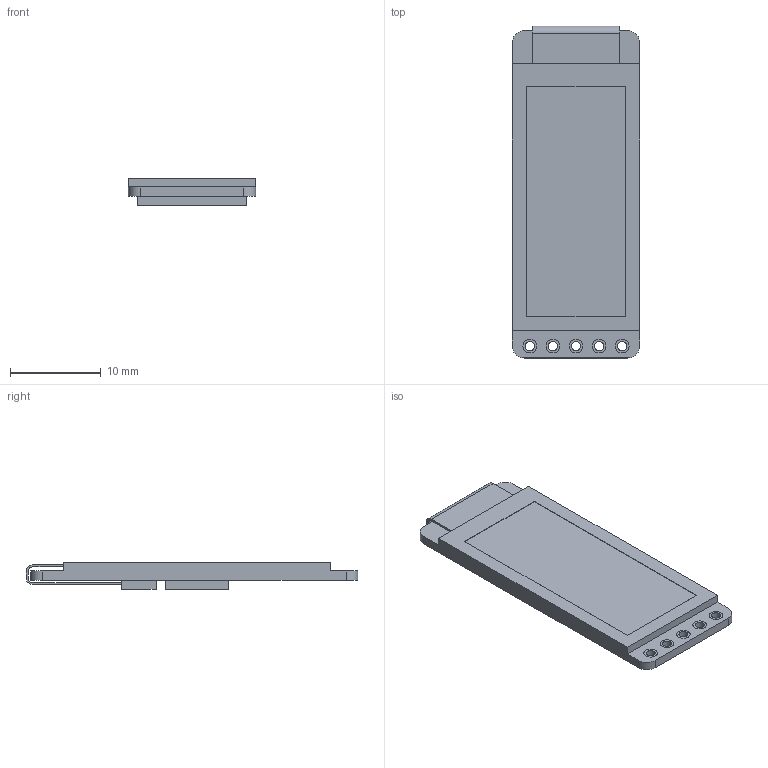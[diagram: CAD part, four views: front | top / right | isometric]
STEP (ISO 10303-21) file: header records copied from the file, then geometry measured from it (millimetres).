
FILE_DESCRIPTION(('HOOPS Exchange Step'),'2;1');
FILE_NAME('temp_export','2023-07-29T10:37:33+09:30',('mobile'),('Shapr3D Limited'),'HOOPS Exchange 2023.1','Shapr3D','Authorized');
FILE_SCHEMA( ('AUTOMOTIVE_DESIGN { 1 0 10303 214 1 1 1 1 }') );
Length unit declared in the file: millimetre
Products named in the file (2): Nice View; root
Assembly tree (1 placements, depth 2):
  root
    Nice View
Bounding box: 14 x 36.5 x 2.9 mm (x, y, z)
Volume: 1011.2 mm3; surface area: 1622.7 mm2
Topology: 7 solids, 7 shells, 68 faces, 153 edges, 102 vertices
Faces by surface type: plane 45, cylinder 23
Full cylindrical faces by diameter (mm): 1 x5, 1.5 x10
Entity records: 2015 total; most frequent: DIRECTION 339, CARTESIAN_POINT 325, ORIENTED_EDGE 306, EDGE_CURVE 153, AXIS2_PLACEMENT_3D 116, VECTOR 107, LINE 107, VERTEX_POINT 102
